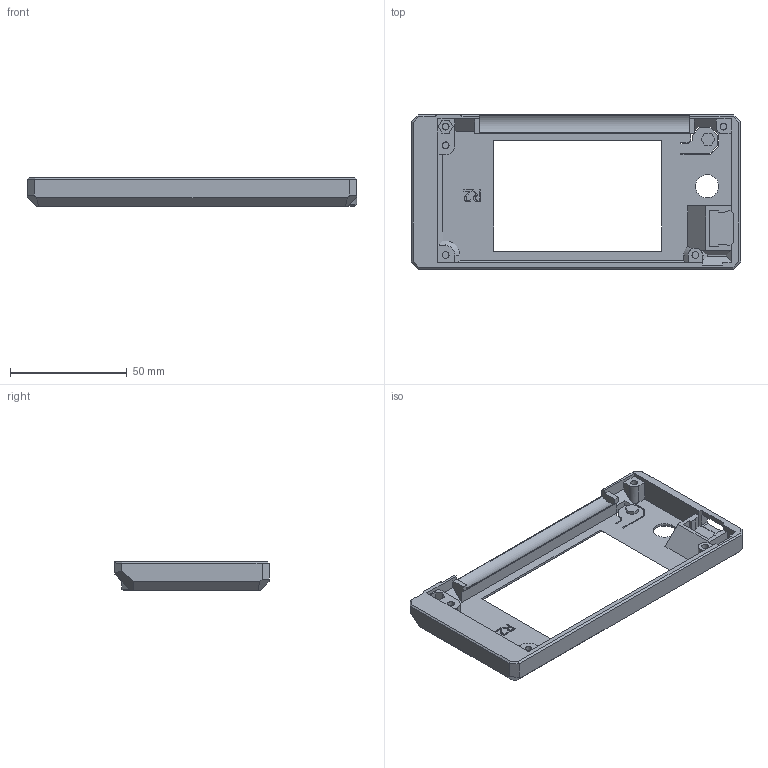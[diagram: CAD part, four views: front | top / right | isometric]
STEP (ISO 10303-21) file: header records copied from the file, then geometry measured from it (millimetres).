
FILE_DESCRIPTION(/* description */ (''),/* implementation_level */ '2;1');
FILE_NAME(/* name */ 'xlcd-cover.stp',/* time_stamp */ '2023-12-19T13:11:26+01:00',/* author */ ('Dominik Tebich'),/* organization */ (''),/* preprocessor_version */ 'ST-DEVELOPER v19.2',/* originating_system */ 'Autodesk Inventor 2023',/* authorisation */ '');
FILE_SCHEMA (('AUTOMOTIVE_DESIGN { 1 0 10303 214 3 1 1 }'));
Length unit declared in the file: millimetre
Products named in the file (1): xlcd-cover_R2
Bounding box: 141 x 66 x 12.4 mm (x, y, z)
Volume: 27572.6 mm3; surface area: 19871.9 mm2
Topology: 1 solids, 1 shells, 210 faces, 576 edges, 376 vertices
Faces by surface type: plane 169, bspline 20, cylinder 16, cone 5
Full cylindrical faces by diameter (mm): 2.9 x5, 9.975 x1
Entity records: 6795 total; most frequent: CARTESIAN_POINT 1525, ORIENTED_EDGE 1152, DIRECTION 954, EDGE_CURVE 576, LINE 488, VECTOR 488, VERTEX_POINT 376, AXIS2_PLACEMENT_3D 233
